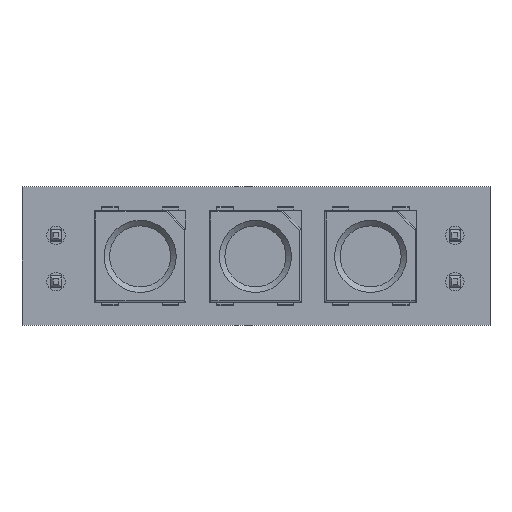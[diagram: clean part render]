
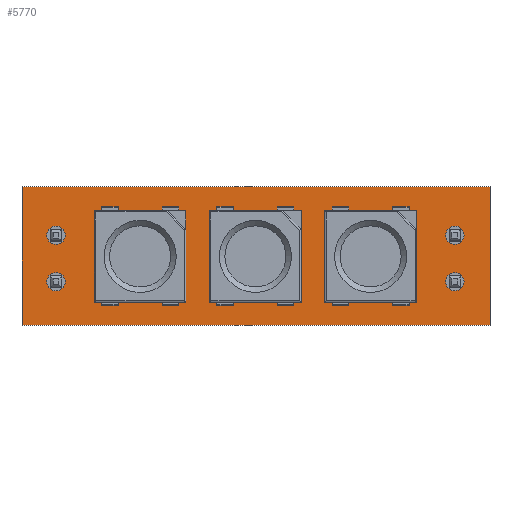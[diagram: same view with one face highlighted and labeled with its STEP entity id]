
A CAD part, top view. The second image highlights one B-rep face of the part: STEP entity #5770.
In plain terms, the highlighted planar face has unit normal (0, 0, 1).
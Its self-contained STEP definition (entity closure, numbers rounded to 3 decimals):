
#5614 = VERTEX_POINT('',#5615);
#5615 = CARTESIAN_POINT('',(93.915,-108.37,1.6));
#5621 = EDGE_CURVE('',#5614,#5622,#5624,.T.);
#5622 = VERTEX_POINT('',#5623);
#5623 = CARTESIAN_POINT('',(68.385,-108.37,1.6));
#5624 = LINE('',#5625,#5626);
#5625 = CARTESIAN_POINT('',(93.915,-108.37,1.6));
#5626 = VECTOR('',#5627,1.);
#5627 = DIRECTION('',(-1.,0.,0.));
#5654 = VERTEX_POINT('',#5655);
#5655 = CARTESIAN_POINT('',(93.915,-100.8,1.6));
#5661 = EDGE_CURVE('',#5654,#5614,#5662,.T.);
#5662 = LINE('',#5663,#5664);
#5663 = CARTESIAN_POINT('',(93.915,-100.8,1.6));
#5664 = VECTOR('',#5665,1.);
#5665 = DIRECTION('',(0.,-1.,0.));
#5683 = EDGE_CURVE('',#5622,#5684,#5686,.T.);
#5684 = VERTEX_POINT('',#5685);
#5685 = CARTESIAN_POINT('',(68.385,-100.8,1.6));
#5686 = LINE('',#5687,#5688);
#5687 = CARTESIAN_POINT('',(68.385,-108.37,1.6));
#5688 = VECTOR('',#5689,1.);
#5689 = DIRECTION('',(0.,1.,0.));
#5770 = ADVANCED_FACE('',(#5771,#5782,#5793,#5804,#5815),#5826,.T.);
#5771 = FACE_BOUND('',#5772,.T.);
#5772 = EDGE_LOOP('',(#5773,#5774,#5775,#5781));
#5773 = ORIENTED_EDGE('',*,*,#5621,.F.);
#5774 = ORIENTED_EDGE('',*,*,#5661,.F.);
#5775 = ORIENTED_EDGE('',*,*,#5776,.F.);
#5776 = EDGE_CURVE('',#5684,#5654,#5777,.T.);
#5777 = LINE('',#5778,#5779);
#5778 = CARTESIAN_POINT('',(68.385,-100.8,1.6));
#5779 = VECTOR('',#5780,1.);
#5780 = DIRECTION('',(1.,0.,0.));
#5781 = ORIENTED_EDGE('',*,*,#5683,.F.);
#5782 = FACE_BOUND('',#5783,.T.);
#5783 = EDGE_LOOP('',(#5784));
#5784 = ORIENTED_EDGE('',*,*,#5785,.T.);
#5785 = EDGE_CURVE('',#5786,#5786,#5788,.T.);
#5786 = VERTEX_POINT('',#5787);
#5787 = CARTESIAN_POINT('',(70.24,-106.49,1.6));
#5788 = CIRCLE('',#5789,0.5);
#5789 = AXIS2_PLACEMENT_3D('',#5790,#5791,#5792);
#5790 = CARTESIAN_POINT('',(70.24,-105.99,1.6));
#5791 = DIRECTION('',(-0.,0.,-1.));
#5792 = DIRECTION('',(-0.,-1.,0.));
#5793 = FACE_BOUND('',#5794,.T.);
#5794 = EDGE_LOOP('',(#5795));
#5795 = ORIENTED_EDGE('',*,*,#5796,.T.);
#5796 = EDGE_CURVE('',#5797,#5797,#5799,.T.);
#5797 = VERTEX_POINT('',#5798);
#5798 = CARTESIAN_POINT('',(92.,-106.49,1.6));
#5799 = CIRCLE('',#5800,0.5);
#5800 = AXIS2_PLACEMENT_3D('',#5801,#5802,#5803);
#5801 = CARTESIAN_POINT('',(92.,-105.99,1.6));
#5802 = DIRECTION('',(-0.,0.,-1.));
#5803 = DIRECTION('',(-0.,-1.,0.));
#5804 = FACE_BOUND('',#5805,.T.);
#5805 = EDGE_LOOP('',(#5806));
#5806 = ORIENTED_EDGE('',*,*,#5807,.T.);
#5807 = EDGE_CURVE('',#5808,#5808,#5810,.T.);
#5808 = VERTEX_POINT('',#5809);
#5809 = CARTESIAN_POINT('',(70.24,-103.95,1.6));
#5810 = CIRCLE('',#5811,0.5);
#5811 = AXIS2_PLACEMENT_3D('',#5812,#5813,#5814);
#5812 = CARTESIAN_POINT('',(70.24,-103.45,1.6));
#5813 = DIRECTION('',(-0.,0.,-1.));
#5814 = DIRECTION('',(-0.,-1.,0.));
#5815 = FACE_BOUND('',#5816,.T.);
#5816 = EDGE_LOOP('',(#5817));
#5817 = ORIENTED_EDGE('',*,*,#5818,.T.);
#5818 = EDGE_CURVE('',#5819,#5819,#5821,.T.);
#5819 = VERTEX_POINT('',#5820);
#5820 = CARTESIAN_POINT('',(92.,-103.95,1.6));
#5821 = CIRCLE('',#5822,0.5);
#5822 = AXIS2_PLACEMENT_3D('',#5823,#5824,#5825);
#5823 = CARTESIAN_POINT('',(92.,-103.45,1.6));
#5824 = DIRECTION('',(-0.,0.,-1.));
#5825 = DIRECTION('',(-0.,-1.,0.));
#5826 = PLANE('',#5827);
#5827 = AXIS2_PLACEMENT_3D('',#5828,#5829,#5830);
#5828 = CARTESIAN_POINT('',(0.,0.,1.6));
#5829 = DIRECTION('',(0.,0.,1.));
#5830 = DIRECTION('',(1.,0.,-0.));
